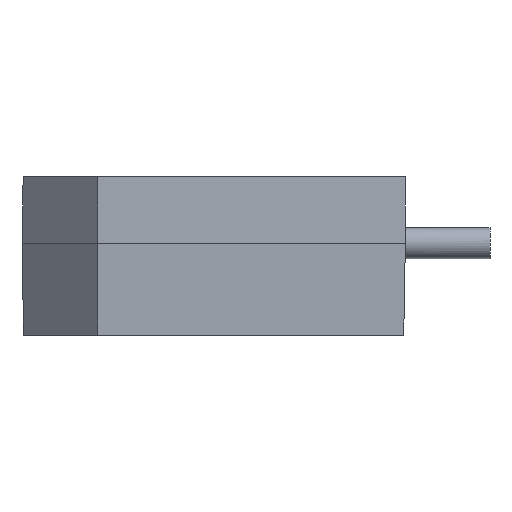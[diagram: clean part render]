
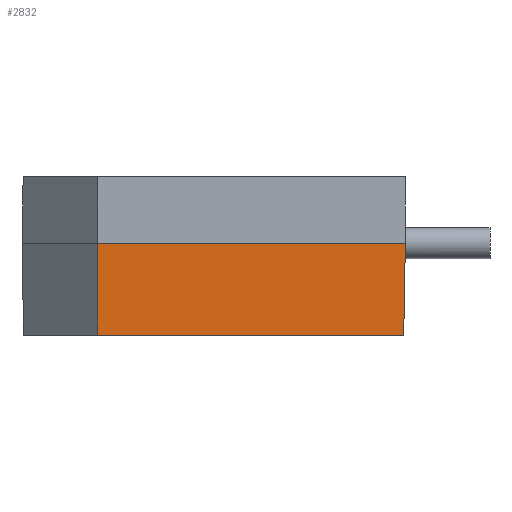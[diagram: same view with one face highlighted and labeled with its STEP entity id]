
A CAD part, left-side view. The second image highlights one B-rep face of the part: STEP entity #2832.
In plain terms, the highlighted planar face has unit normal (-1, 0, -0.018).
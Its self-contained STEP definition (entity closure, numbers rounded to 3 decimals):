
#393 = LINE ( 'NONE', #8009, #3550 ) ;
#411 = CARTESIAN_POINT ( 'NONE',  ( -2.16, 16.3, 0. ) ) ;
#683 = VECTOR ( 'NONE', #7293, 1000. ) ;
#747 = VECTOR ( 'NONE', #11714, 1000. ) ;
#885 = VERTEX_POINT ( 'NONE', #4375 ) ;
#1330 = PLANE ( 'NONE',  #8576 ) ;
#1359 = LINE ( 'NONE', #9022, #683 ) ;
#1991 = EDGE_CURVE ( 'NONE', #5398, #885, #7309, .T. ) ;
#2397 = EDGE_CURVE ( 'NONE', #4805, #12345, #393, .T. ) ;
#2522 = DIRECTION ( 'NONE',  ( 0.017, -0.007, -1. ) ) ;
#2545 = EDGE_CURVE ( 'NONE', #4805, #5398, #3760, .T. ) ;
#2832 = ADVANCED_FACE ( 'NONE', ( #12115 ), #1330, .T. ) ;
#3257 = ORIENTED_EDGE ( 'NONE', *, *, #1991, .T. ) ;
#3550 = VECTOR ( 'NONE', #11909, 1000. ) ;
#3629 = CARTESIAN_POINT ( 'NONE',  ( -2.16, 16.3, 0. ) ) ;
#3760 = LINE ( 'NONE', #3629, #747 ) ;
#3770 = CARTESIAN_POINT ( 'NONE',  ( -2.16, 0., 0. ) ) ;
#4375 = CARTESIAN_POINT ( 'NONE',  ( -2.092, 13.072, -3.91 ) ) ;
#4805 = VERTEX_POINT ( 'NONE', #3770 ) ;
#5260 = CARTESIAN_POINT ( 'NONE',  ( -2.16, 13.1, 0.023 ) ) ;
#5398 = VERTEX_POINT ( 'NONE', #9788 ) ;
#5748 = DIRECTION ( 'NONE',  ( -1., 0., -0.017 ) ) ;
#7293 = DIRECTION ( 'NONE',  ( 0., 1., 0. ) ) ;
#7309 = LINE ( 'NONE', #5260, #11000 ) ;
#7452 = CARTESIAN_POINT ( 'NONE',  ( -2.092, 0.068, -3.91 ) ) ;
#7481 = DIRECTION ( 'NONE',  ( 0., 1., 0. ) ) ;
#8009 = CARTESIAN_POINT ( 'NONE',  ( -2.155, 0.005, -0.284 ) ) ;
#8576 = AXIS2_PLACEMENT_3D ( 'NONE', #411, #5748, #7481 ) ;
#8956 = ORIENTED_EDGE ( 'NONE', *, *, #2545, .T. ) ;
#9022 = CARTESIAN_POINT ( 'NONE',  ( -2.092, 13.1, -3.91 ) ) ;
#9788 = CARTESIAN_POINT ( 'NONE',  ( -2.16, 13.1, 0. ) ) ;
#10500 = EDGE_CURVE ( 'NONE', #12345, #885, #1359, .T. ) ;
#11000 = VECTOR ( 'NONE', #2522, 1000. ) ;
#11485 = ORIENTED_EDGE ( 'NONE', *, *, #10500, .F. ) ;
#11487 = EDGE_LOOP ( 'NONE', ( #3257, #11485, #11766, #8956 ) ) ;
#11714 = DIRECTION ( 'NONE',  ( 0., 1., 0. ) ) ;
#11766 = ORIENTED_EDGE ( 'NONE', *, *, #2397, .F. ) ;
#11909 = DIRECTION ( 'NONE',  ( 0.017, 0.017, -1. ) ) ;
#12115 = FACE_OUTER_BOUND ( 'NONE', #11487, .T. ) ;
#12345 = VERTEX_POINT ( 'NONE', #7452 ) ;
